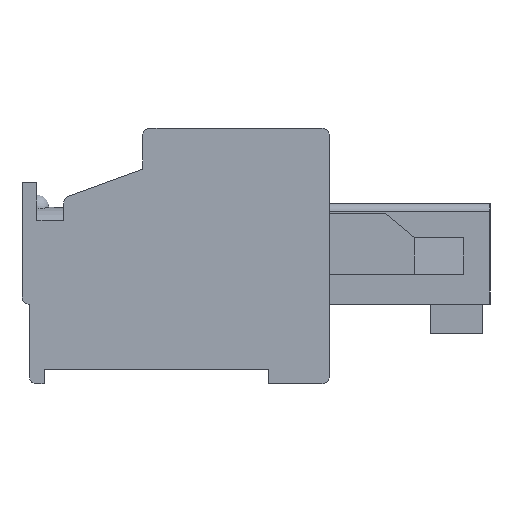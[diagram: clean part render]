
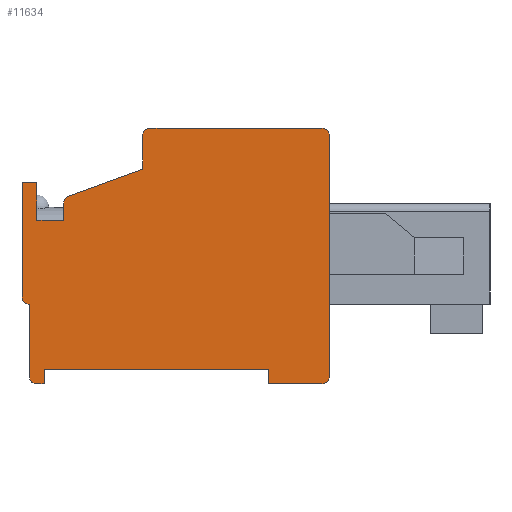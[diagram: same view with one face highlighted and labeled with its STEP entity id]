
A CAD part, left-side view. The second image highlights one B-rep face of the part: STEP entity #11634.
In plain terms, the highlighted planar face has unit normal (-1, 0, 0).
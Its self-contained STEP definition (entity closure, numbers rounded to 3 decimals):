
#113=CARTESIAN_POINT('',(0.,3.43,2.221));
#114=DIRECTION('',(-1.,0.,0.));
#115=DIRECTION('',(0.,0.342,0.94));
#116=AXIS2_PLACEMENT_3D('',#113,#114,#115);
#118=DIRECTION('',(0.,-0.94,0.342));
#119=VECTOR('',#118,3.238);
#120=CARTESIAN_POINT('',(0.,3.533,2.503));
#121=LINE('',#120,#119);
#122=DIRECTION('',(0.,0.,1.));
#123=VECTOR('',#122,1.39);
#124=CARTESIAN_POINT('',(0.,0.49,3.61));
#125=LINE('',#124,#123);
#126=CARTESIAN_POINT('',(0.,0.19,5.));
#127=DIRECTION('',(1.,0.,0.));
#128=DIRECTION('',(0.,1.,0.));
#129=AXIS2_PLACEMENT_3D('',#126,#127,#128);
#131=DIRECTION('',(0.,-1.,0.));
#132=VECTOR('',#131,7.05);
#133=CARTESIAN_POINT('',(0.,0.19,5.3));
#134=LINE('',#133,#132);
#135=CARTESIAN_POINT('',(0.,-6.86,5.));
#136=DIRECTION('',(1.,0.,0.));
#137=DIRECTION('',(0.,0.,1.));
#138=AXIS2_PLACEMENT_3D('',#135,#136,#137);
#140=DIRECTION('',(0.,0.,-1.));
#141=VECTOR('',#140,9.9);
#142=CARTESIAN_POINT('',(0.,-7.16,5.));
#143=LINE('',#142,#141);
#144=CARTESIAN_POINT('',(0.,-6.86,-4.9));
#145=DIRECTION('',(1.,0.,0.));
#146=DIRECTION('',(0.,-1.,0.));
#147=AXIS2_PLACEMENT_3D('',#144,#145,#146);
#149=DIRECTION('',(0.,1.,0.));
#150=VECTOR('',#149,2.2);
#151=CARTESIAN_POINT('',(0.,-6.86,-5.2));
#152=LINE('',#151,#150);
#153=DIRECTION('',(0.,0.,1.));
#154=VECTOR('',#153,0.61);
#155=CARTESIAN_POINT('',(0.,-4.66,-5.2));
#156=LINE('',#155,#154);
#157=DIRECTION('',(0.,1.,0.));
#158=VECTOR('',#157,9.19);
#159=CARTESIAN_POINT('',(0.,-4.66,-4.59));
#160=LINE('',#159,#158);
#161=DIRECTION('',(0.,0.,-1.));
#162=VECTOR('',#161,0.61);
#163=CARTESIAN_POINT('',(0.,4.53,-4.59));
#164=LINE('',#163,#162);
#165=DIRECTION('',(0.,1.,0.));
#166=VECTOR('',#165,0.31);
#167=CARTESIAN_POINT('',(0.,4.53,-5.2));
#168=LINE('',#167,#166);
#169=CARTESIAN_POINT('',(0.,4.84,-4.9));
#170=DIRECTION('',(1.,0.,0.));
#171=DIRECTION('',(0.,0.,-1.));
#172=AXIS2_PLACEMENT_3D('',#169,#170,#171);
#174=DIRECTION('',(0.,0.,1.));
#175=VECTOR('',#174,2.97);
#176=CARTESIAN_POINT('',(0.,5.14,-4.9));
#177=LINE('',#176,#175);
#178=CARTESIAN_POINT('',(0.,5.14,-1.63));
#179=DIRECTION('',(-1.,0.,0.));
#180=DIRECTION('',(0.,1.,0.));
#181=AXIS2_PLACEMENT_3D('',#178,#179,#180);
#183=DIRECTION('',(0.,-1.,0.));
#184=VECTOR('',#183,0.61);
#185=CARTESIAN_POINT('',(0.,5.44,3.06));
#186=LINE('',#185,#184);
#187=DIRECTION('',(0.,0.,-1.));
#188=VECTOR('',#187,1.55);
#189=CARTESIAN_POINT('',(0.,4.83,3.06));
#190=LINE('',#189,#188);
#195=DIRECTION('',(0.,0.,-1.));
#196=VECTOR('',#195,0.711);
#197=CARTESIAN_POINT('',(0.,3.73,2.221));
#198=LINE('',#197,#196);
#301=DIRECTION('',(0.,1.,0.));
#302=VECTOR('',#301,1.1);
#303=CARTESIAN_POINT('',(0.,3.73,1.51));
#304=LINE('',#303,#302);
#607=DIRECTION('',(0.,0.,1.));
#608=VECTOR('',#607,4.69);
#609=CARTESIAN_POINT('',(0.,5.44,-1.63));
#610=LINE('',#609,#608);
#9117=CARTESIAN_POINT('',(0.,-7.16,-4.9));
#9118=CARTESIAN_POINT('',(0.,-6.86,-5.2));
#9119=VERTEX_POINT('',#9117);
#9120=VERTEX_POINT('',#9118);
#9121=CARTESIAN_POINT('',(0.,-4.66,-5.2));
#9122=VERTEX_POINT('',#9121);
#9123=CARTESIAN_POINT('',(0.,-4.66,-4.59));
#9124=VERTEX_POINT('',#9123);
#9125=CARTESIAN_POINT('',(0.,4.53,-4.59));
#9126=VERTEX_POINT('',#9125);
#9127=CARTESIAN_POINT('',(0.,4.53,-5.2));
#9128=VERTEX_POINT('',#9127);
#9129=CARTESIAN_POINT('',(0.,4.84,-5.2));
#9130=VERTEX_POINT('',#9129);
#9131=CARTESIAN_POINT('',(0.,5.14,-4.9));
#9132=VERTEX_POINT('',#9131);
#9133=CARTESIAN_POINT('',(0.,0.49,3.61));
#9134=CARTESIAN_POINT('',(0.,0.49,5.));
#9135=VERTEX_POINT('',#9133);
#9136=VERTEX_POINT('',#9134);
#9137=CARTESIAN_POINT('',(0.,0.19,5.3));
#9138=VERTEX_POINT('',#9137);
#9139=CARTESIAN_POINT('',(0.,-6.86,5.3));
#9140=VERTEX_POINT('',#9139);
#9141=CARTESIAN_POINT('',(0.,-7.16,5.));
#9142=VERTEX_POINT('',#9141);
#11393=CARTESIAN_POINT('',(0.,5.44,3.06));
#11395=VERTEX_POINT('',#11393);
#11413=CARTESIAN_POINT('',(0.,5.44,-1.63));
#11414=CARTESIAN_POINT('',(0.,5.14,-1.93));
#11415=VERTEX_POINT('',#11413);
#11416=VERTEX_POINT('',#11414);
#11425=CARTESIAN_POINT('',(0.,3.73,1.51));
#11426=VERTEX_POINT('',#11425);
#11449=CARTESIAN_POINT('',(0.,3.533,2.503));
#11450=CARTESIAN_POINT('',(0.,3.73,2.221));
#11451=VERTEX_POINT('',#11449);
#11452=VERTEX_POINT('',#11450);
#11457=CARTESIAN_POINT('',(0.,4.83,3.06));
#11458=CARTESIAN_POINT('',(0.,4.83,1.51));
#11459=VERTEX_POINT('',#11457);
#11460=VERTEX_POINT('',#11458);
#11585=CARTESIAN_POINT('',(0.,0.,0.));
#11586=DIRECTION('',(1.,0.,0.));
#11587=DIRECTION('',(0.,0.,-1.));
#11588=AXIS2_PLACEMENT_3D('',#11585,#11586,#11587);
#11589=PLANE('',#11588);
#11591=ORIENTED_EDGE('',*,*,#11590,.F.);
#11593=ORIENTED_EDGE('',*,*,#11592,.T.);
#11595=ORIENTED_EDGE('',*,*,#11594,.T.);
#11597=ORIENTED_EDGE('',*,*,#11596,.T.);
#11599=ORIENTED_EDGE('',*,*,#11598,.T.);
#11601=ORIENTED_EDGE('',*,*,#11600,.T.);
#11603=ORIENTED_EDGE('',*,*,#11602,.T.);
#11605=ORIENTED_EDGE('',*,*,#11604,.T.);
#11607=ORIENTED_EDGE('',*,*,#11606,.T.);
#11609=ORIENTED_EDGE('',*,*,#11608,.T.);
#11611=ORIENTED_EDGE('',*,*,#11610,.T.);
#11613=ORIENTED_EDGE('',*,*,#11612,.T.);
#11615=ORIENTED_EDGE('',*,*,#11614,.T.);
#11617=ORIENTED_EDGE('',*,*,#11616,.T.);
#11619=ORIENTED_EDGE('',*,*,#11618,.T.);
#11621=ORIENTED_EDGE('',*,*,#11620,.F.);
#11623=ORIENTED_EDGE('',*,*,#11622,.T.);
#11625=ORIENTED_EDGE('',*,*,#11624,.T.);
#11627=ORIENTED_EDGE('',*,*,#11626,.T.);
#11629=ORIENTED_EDGE('',*,*,#11628,.F.);
#11631=ORIENTED_EDGE('',*,*,#11630,.F.);
#11632=EDGE_LOOP('',(#11591,#11593,#11595,#11597,#11599,#11601,#11603,#11605,
#11607,#11609,#11611,#11613,#11615,#11617,#11619,#11621,#11623,#11625,#11627,
#11629,#11631));
#11633=FACE_OUTER_BOUND('',#11632,.F.);
#11634=ADVANCED_FACE('',(#11633),#11589,.F.);
#117=CIRCLE('',#116,0.3);
#130=CIRCLE('',#129,0.3);
#139=CIRCLE('',#138,0.3);
#148=CIRCLE('',#147,0.3);
#173=CIRCLE('',#172,0.3);
#182=CIRCLE('',#181,0.3);
#11590=EDGE_CURVE('',#11451,#11452,#117,.T.);
#11592=EDGE_CURVE('',#11451,#9135,#121,.T.);
#11594=EDGE_CURVE('',#9135,#9136,#125,.T.);
#11596=EDGE_CURVE('',#9136,#9138,#130,.T.);
#11598=EDGE_CURVE('',#9138,#9140,#134,.T.);
#11600=EDGE_CURVE('',#9140,#9142,#139,.T.);
#11602=EDGE_CURVE('',#9142,#9119,#143,.T.);
#11604=EDGE_CURVE('',#9119,#9120,#148,.T.);
#11606=EDGE_CURVE('',#9120,#9122,#152,.T.);
#11608=EDGE_CURVE('',#9122,#9124,#156,.T.);
#11610=EDGE_CURVE('',#9124,#9126,#160,.T.);
#11612=EDGE_CURVE('',#9126,#9128,#164,.T.);
#11614=EDGE_CURVE('',#9128,#9130,#168,.T.);
#11616=EDGE_CURVE('',#9130,#9132,#173,.T.);
#11618=EDGE_CURVE('',#9132,#11416,#177,.T.);
#11620=EDGE_CURVE('',#11415,#11416,#182,.T.);
#11622=EDGE_CURVE('',#11415,#11395,#610,.T.);
#11624=EDGE_CURVE('',#11395,#11459,#186,.T.);
#11626=EDGE_CURVE('',#11459,#11460,#190,.T.);
#11628=EDGE_CURVE('',#11426,#11460,#304,.T.);
#11630=EDGE_CURVE('',#11452,#11426,#198,.T.);
